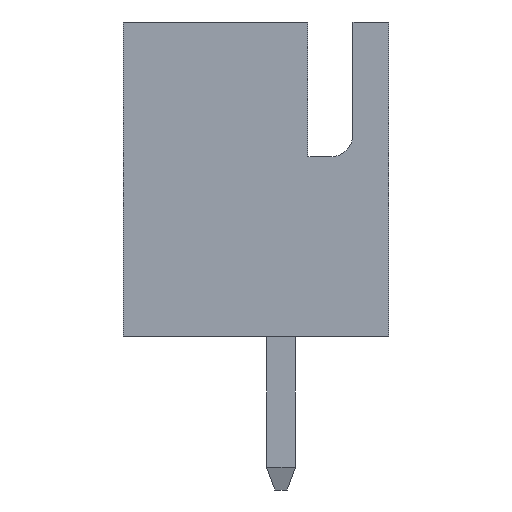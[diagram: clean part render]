
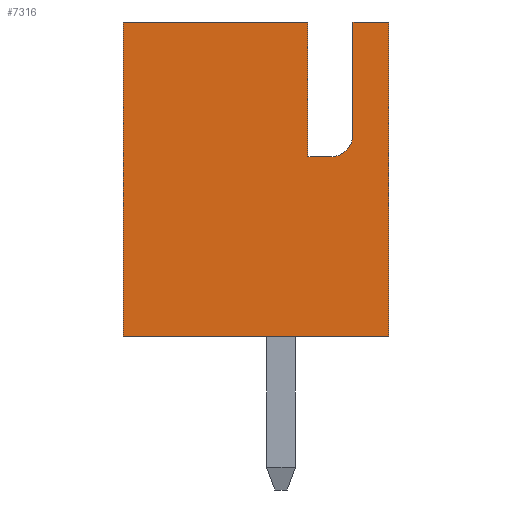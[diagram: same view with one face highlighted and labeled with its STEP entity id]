
A CAD part, left-side view. The second image highlights one B-rep face of the part: STEP entity #7316.
In plain terms, the highlighted planar face has unit normal (-1, 0, 0).
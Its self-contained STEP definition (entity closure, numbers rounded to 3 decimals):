
#375 = EDGE_CURVE ( 'NONE', #14918, #3439, #13231, .T. ) ;
#425 = LINE ( 'NONE', #15246, #14934 ) ;
#455 = VECTOR ( 'NONE', #4587, 1000. ) ;
#697 = VERTEX_POINT ( 'NONE', #10581 ) ;
#801 = VECTOR ( 'NONE', #9140, 1000. ) ;
#969 = ORIENTED_EDGE ( 'NONE', *, *, #2832, .T. ) ;
#1147 = VERTEX_POINT ( 'NONE', #12150 ) ;
#1281 = CARTESIAN_POINT ( 'NONE',  ( -5., -2.15, 7. ) ) ;
#1354 = EDGE_CURVE ( 'NONE', #5910, #1147, #5739, .T. ) ;
#1446 = LINE ( 'NONE', #10949, #6738 ) ;
#1597 = CARTESIAN_POINT ( 'NONE',  ( -5., 2.95, 7. ) ) ;
#1663 = AXIS2_PLACEMENT_3D ( 'NONE', #13165, #13325, #5843 ) ;
#1792 = VECTOR ( 'NONE', #6877, 1000. ) ;
#2053 = CARTESIAN_POINT ( 'NONE',  ( -5., 2.95, 7. ) ) ;
#2440 = ORIENTED_EDGE ( 'NONE', *, *, #14816, .T. ) ;
#2454 = ORIENTED_EDGE ( 'NONE', *, *, #375, .T. ) ;
#2832 = EDGE_CURVE ( 'NONE', #6605, #697, #8091, .T. ) ;
#3439 = VERTEX_POINT ( 'NONE', #8769 ) ;
#3518 = LINE ( 'NONE', #12989, #12673 ) ;
#3857 = EDGE_CURVE ( 'NONE', #6922, #7360, #1446, .T. ) ;
#4587 = DIRECTION ( 'NONE',  ( 0., 0., -1. ) ) ;
#5678 = CARTESIAN_POINT ( 'NONE',  ( -5., 2.95, 0. ) ) ;
#5739 = CIRCLE ( 'NONE', #1663, 0.5 ) ;
#5843 = DIRECTION ( 'NONE',  ( 0., 0., -1. ) ) ;
#5910 = VERTEX_POINT ( 'NONE', #8554 ) ;
#6000 = PLANE ( 'NONE',  #10709 ) ;
#6312 = DIRECTION ( 'NONE',  ( 0., -1., 0. ) ) ;
#6605 = VERTEX_POINT ( 'NONE', #9948 ) ;
#6619 = EDGE_CURVE ( 'NONE', #7360, #697, #425, .T. ) ;
#6738 = VECTOR ( 'NONE', #6312, 1000. ) ;
#6877 = DIRECTION ( 'NONE',  ( 0., -1., 0. ) ) ;
#6922 = VERTEX_POINT ( 'NONE', #1281 ) ;
#7179 = VERTEX_POINT ( 'NONE', #14654 ) ;
#7316 = ADVANCED_FACE ( 'NONE', ( #8493 ), #6000, .F. ) ;
#7360 = VERTEX_POINT ( 'NONE', #9848 ) ;
#7927 = DIRECTION ( 'NONE',  ( 0., 0., -1. ) ) ;
#8091 = LINE ( 'NONE', #5678, #1792 ) ;
#8410 = EDGE_CURVE ( 'NONE', #14918, #1147, #15487, .T. ) ;
#8428 = ORIENTED_EDGE ( 'NONE', *, *, #3857, .F. ) ;
#8493 = FACE_OUTER_BOUND ( 'NONE', #10305, .T. ) ;
#8554 = CARTESIAN_POINT ( 'NONE',  ( -5., -2.15, 4.5 ) ) ;
#8769 = CARTESIAN_POINT ( 'NONE',  ( -5., -1.15, 7. ) ) ;
#9114 = LINE ( 'NONE', #1597, #9252 ) ;
#9140 = DIRECTION ( 'NONE',  ( 0., -1., 0. ) ) ;
#9236 = CARTESIAN_POINT ( 'NONE',  ( -5., 2.95, 7. ) ) ;
#9252 = VECTOR ( 'NONE', #13952, 1000. ) ;
#9654 = ORIENTED_EDGE ( 'NONE', *, *, #6619, .F. ) ;
#9848 = CARTESIAN_POINT ( 'NONE',  ( -5., -2.95, 7. ) ) ;
#9948 = CARTESIAN_POINT ( 'NONE',  ( -5., 2.95, 0. ) ) ;
#10305 = EDGE_LOOP ( 'NONE', ( #8428, #12471, #13845, #13967, #2454, #11956, #2440, #969, #9654 ) ) ;
#10409 = CARTESIAN_POINT ( 'NONE',  ( -5., -1.15, 4. ) ) ;
#10505 = LINE ( 'NONE', #2053, #455 ) ;
#10581 = CARTESIAN_POINT ( 'NONE',  ( -5., -2.95, 0. ) ) ;
#10709 = AXIS2_PLACEMENT_3D ( 'NONE', #9236, #15729, #15188 ) ;
#10949 = CARTESIAN_POINT ( 'NONE',  ( -5., 2.95, 7. ) ) ;
#11083 = VECTOR ( 'NONE', #11693, 1000. ) ;
#11693 = DIRECTION ( 'NONE',  ( 0., 0., 1. ) ) ;
#11956 = ORIENTED_EDGE ( 'NONE', *, *, #13043, .F. ) ;
#12150 = CARTESIAN_POINT ( 'NONE',  ( -5., -1.65, 4. ) ) ;
#12471 = ORIENTED_EDGE ( 'NONE', *, *, #14614, .F. ) ;
#12673 = VECTOR ( 'NONE', #14336, 1000. ) ;
#12989 = CARTESIAN_POINT ( 'NONE',  ( -5., -2.15, 4. ) ) ;
#13043 = EDGE_CURVE ( 'NONE', #7179, #3439, #9114, .T. ) ;
#13165 = CARTESIAN_POINT ( 'NONE',  ( -5., -1.65, 4.5 ) ) ;
#13231 = LINE ( 'NONE', #10409, #11083 ) ;
#13325 = DIRECTION ( 'NONE',  ( 1., 0., 0. ) ) ;
#13845 = ORIENTED_EDGE ( 'NONE', *, *, #1354, .T. ) ;
#13952 = DIRECTION ( 'NONE',  ( 0., -1., 0. ) ) ;
#13967 = ORIENTED_EDGE ( 'NONE', *, *, #8410, .F. ) ;
#14288 = CARTESIAN_POINT ( 'NONE',  ( -5., -2.15, 4. ) ) ;
#14336 = DIRECTION ( 'NONE',  ( 0., 0., 1. ) ) ;
#14614 = EDGE_CURVE ( 'NONE', #5910, #6922, #3518, .T. ) ;
#14654 = CARTESIAN_POINT ( 'NONE',  ( -5., 2.95, 7. ) ) ;
#14804 = CARTESIAN_POINT ( 'NONE',  ( -5., -1.15, 4. ) ) ;
#14816 = EDGE_CURVE ( 'NONE', #7179, #6605, #10505, .T. ) ;
#14918 = VERTEX_POINT ( 'NONE', #14804 ) ;
#14934 = VECTOR ( 'NONE', #7927, 1000. ) ;
#15188 = DIRECTION ( 'NONE',  ( 0., 0., -1. ) ) ;
#15246 = CARTESIAN_POINT ( 'NONE',  ( -5., -2.95, 7. ) ) ;
#15487 = LINE ( 'NONE', #14288, #801 ) ;
#15729 = DIRECTION ( 'NONE',  ( 1., 0., 0. ) ) ;
